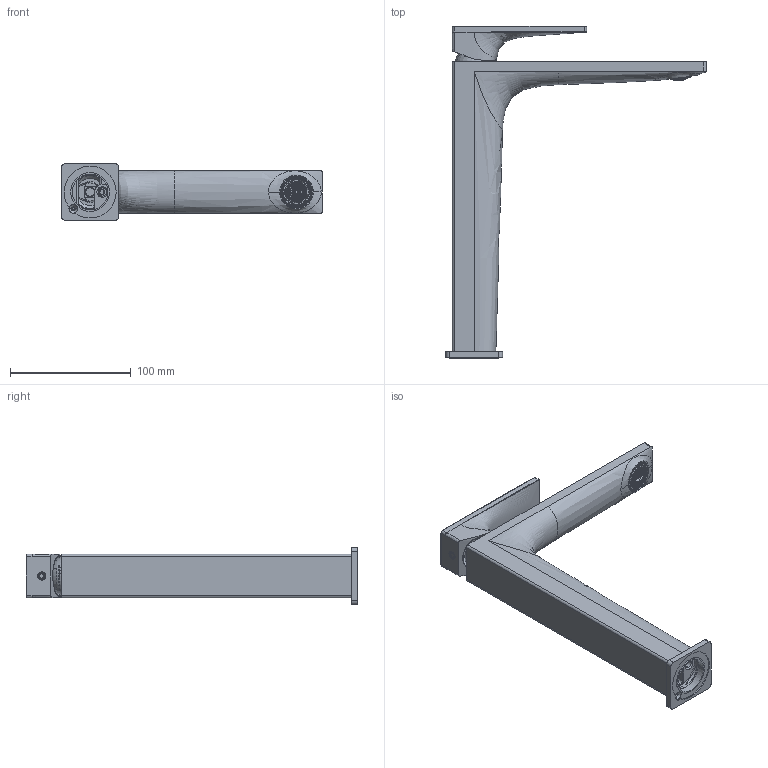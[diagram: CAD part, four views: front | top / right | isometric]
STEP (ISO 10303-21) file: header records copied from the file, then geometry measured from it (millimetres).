
FILE_DESCRIPTION (( 'STEP AP203' ), '1' );
FILE_NAME ('SEVE124128_2--.STEP', '2018-12-17T15:42:39', ( '' ), ( '' ), 'SwSTEP 2.0', 'SolidWorks 2018', '' );
FILE_SCHEMA (( 'CONFIG_CONTROL_DESIGN' ));
Length unit declared in the file: millimetre
Products named in the file (15): SEVE124128_2--; tappino_copriforo_cromato_piatto_38007_000; leva_seven_124001; coprighiera_lavello_Ø34_92010_000; corpo_lavabo_bacinella_124128; anello_aeratore_124004; anello_base_76507_000; aeratori_cache_coin_slot_M24x1; aeratori_cache_coin_slot_M24x1_modificato_82711
Assembly tree (7 placements, depth 2):
  SEVE124128_2--
    tappino_copriforo_cromato_piatto_38007_000
    leva_seven_124001
    coprighiera_lavello_Ø34_92010_000
    corpo_lavabo_bacinella_124128
    anello_aeratore_124004
    anello_base_76507_000
    aeratori_cache_coin_slot_M24x1_modificato_82711
  tappino_copriforo_cromato_piatto_38007_000
  leva_seven_124001
  coprighiera_lavello_Ø34_92010_000
  corpo_lavabo_bacinella_124128
Bounding box: 215.5 x 274.5 x 47 mm (x, y, z)
Volume: 162417.8 mm3; surface area: 121305.7 mm2
Topology: 24 solids, 24 shells, 2205 faces, 5929 edges, 3839 vertices
Faces by surface type: plane 980, bspline 655, cylinder 457, torus 55, cone 45, sphere 13
Entity records: 108954 total; most frequent: CARTESIAN_POINT 58673, ORIENTED_EDGE 11820, DIRECTION 8004, EDGE_CURVE 5910, VERTEX_POINT 3839, AXIS2_PLACEMENT_3D 2826, LINE 2352, VECTOR 2352
